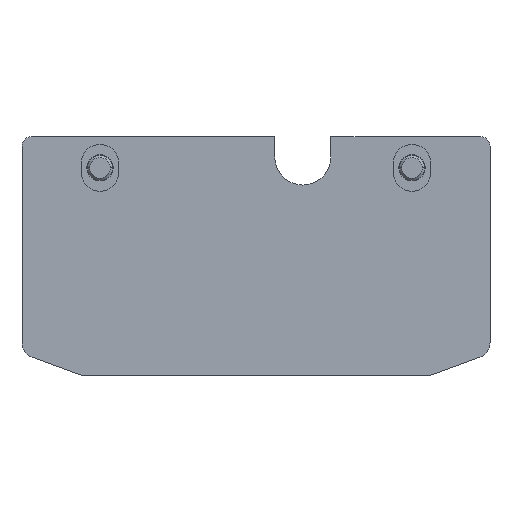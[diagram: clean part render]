
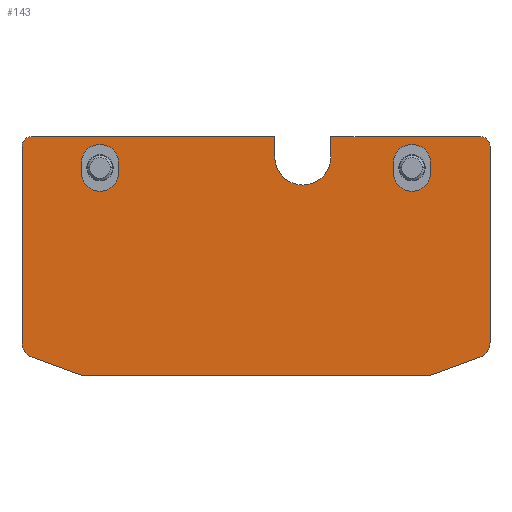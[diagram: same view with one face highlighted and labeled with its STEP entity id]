
A CAD part, left-side view. The second image highlights one B-rep face of the part: STEP entity #143.
In plain terms, the highlighted planar face has unit normal (-1, 0, 0).
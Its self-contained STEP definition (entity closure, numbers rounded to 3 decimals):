
#143=ADVANCED_FACE('',(#342,#343,#344),#345,.F.);
#342=FACE_OUTER_BOUND('',#632,.T.);
#343=FACE_BOUND('',#633,.T.);
#344=FACE_BOUND('',#634,.T.);
#345=PLANE('',#635);
#632=EDGE_LOOP('',(#892,#893,#894,#895,#896,#897,#898,#899,#900,#901,#902,#903,#904,#905,#906));
#633=EDGE_LOOP('',(#907,#908,#909,#910,#911,#912));
#634=EDGE_LOOP('',(#913,#914,#915,#916,#917,#918));
#635=AXIS2_PLACEMENT_3D('',#919,#920,#921);
#892=ORIENTED_EDGE('',*,*,#1610,.T.);
#893=ORIENTED_EDGE('',*,*,#1611,.T.);
#894=ORIENTED_EDGE('',*,*,#1612,.T.);
#895=ORIENTED_EDGE('',*,*,#1613,.T.);
#896=ORIENTED_EDGE('',*,*,#1614,.F.);
#897=ORIENTED_EDGE('',*,*,#1615,.F.);
#898=ORIENTED_EDGE('',*,*,#1616,.F.);
#899=ORIENTED_EDGE('',*,*,#1617,.F.);
#900=ORIENTED_EDGE('',*,*,#1618,.F.);
#901=ORIENTED_EDGE('',*,*,#1619,.F.);
#902=ORIENTED_EDGE('',*,*,#1620,.F.);
#903=ORIENTED_EDGE('',*,*,#1621,.F.);
#904=ORIENTED_EDGE('',*,*,#1622,.F.);
#905=ORIENTED_EDGE('',*,*,#1623,.F.);
#906=ORIENTED_EDGE('',*,*,#1624,.F.);
#907=ORIENTED_EDGE('',*,*,#1625,.T.);
#908=ORIENTED_EDGE('',*,*,#1626,.T.);
#909=ORIENTED_EDGE('',*,*,#1627,.T.);
#910=ORIENTED_EDGE('',*,*,#1628,.T.);
#911=ORIENTED_EDGE('',*,*,#1629,.T.);
#912=ORIENTED_EDGE('',*,*,#1630,.T.);
#913=ORIENTED_EDGE('',*,*,#1631,.T.);
#914=ORIENTED_EDGE('',*,*,#1632,.T.);
#915=ORIENTED_EDGE('',*,*,#1633,.T.);
#916=ORIENTED_EDGE('',*,*,#1634,.T.);
#917=ORIENTED_EDGE('',*,*,#1635,.T.);
#918=ORIENTED_EDGE('',*,*,#1636,.T.);
#919=CARTESIAN_POINT('',(0.,-50.0,-27.129));
#920=DIRECTION('',(1.0,0.0,0.));
#921=DIRECTION('',(0.,0.0,-1.0));
#1610=EDGE_CURVE('',#1886,#1887,#1888,.T.);
#1611=EDGE_CURVE('',#1887,#1889,#1890,.T.);
#1612=EDGE_CURVE('',#1889,#1891,#1892,.T.);
#1613=EDGE_CURVE('',#1891,#1893,#1894,.T.);
#1614=EDGE_CURVE('',#1895,#1893,#1896,.T.);
#1615=EDGE_CURVE('',#1897,#1895,#1898,.T.);
#1616=EDGE_CURVE('',#1899,#1897,#1900,.T.);
#1617=EDGE_CURVE('',#1901,#1899,#1902,.T.);
#1618=EDGE_CURVE('',#1903,#1901,#1904,.T.);
#1619=EDGE_CURVE('',#1905,#1903,#1906,.T.);
#1620=EDGE_CURVE('',#1907,#1905,#1908,.T.);
#1621=EDGE_CURVE('',#1909,#1907,#1910,.T.);
#1622=EDGE_CURVE('',#1911,#1909,#1912,.T.);
#1623=EDGE_CURVE('',#1913,#1911,#1914,.T.);
#1624=EDGE_CURVE('',#1886,#1913,#1915,.T.);
#1625=EDGE_CURVE('',#1916,#1917,#1918,.T.);
#1626=EDGE_CURVE('',#1917,#1919,#1920,.T.);
#1627=EDGE_CURVE('',#1919,#1921,#1922,.T.);
#1628=EDGE_CURVE('',#1921,#1923,#1924,.T.);
#1629=EDGE_CURVE('',#1923,#1925,#1926,.T.);
#1630=EDGE_CURVE('',#1925,#1916,#1927,.T.);
#1631=EDGE_CURVE('',#1928,#1929,#1930,.T.);
#1632=EDGE_CURVE('',#1929,#1931,#1932,.T.);
#1633=EDGE_CURVE('',#1931,#1933,#1934,.T.);
#1634=EDGE_CURVE('',#1933,#1935,#1936,.T.);
#1635=EDGE_CURVE('',#1935,#1937,#1938,.T.);
#1636=EDGE_CURVE('',#1937,#1928,#1939,.T.);
#1886=VERTEX_POINT('',#2284);
#1887=VERTEX_POINT('',#2285);
#1888=LINE('',#2286,#2287);
#1889=VERTEX_POINT('',#2288);
#1890=CIRCLE('',#2289,9.0);
#1891=VERTEX_POINT('',#2290);
#1892=CIRCLE('',#2291,9.0);
#1893=VERTEX_POINT('',#2292);
#1894=LINE('',#2293,#2294);
#1895=VERTEX_POINT('',#2295);
#1896=LINE('',#2296,#2297);
#1897=VERTEX_POINT('',#2298);
#1898=CIRCLE('',#2299,3.0);
#1899=VERTEX_POINT('',#2300);
#1900=LINE('',#2301,#2302);
#1901=VERTEX_POINT('',#2303);
#1902=CIRCLE('',#2304,5.);
#1903=VERTEX_POINT('',#2305);
#1904=LINE('',#2306,#2307);
#1905=VERTEX_POINT('',#2308);
#1906=LINE('',#2309,#2310);
#1907=VERTEX_POINT('',#2311);
#1908=LINE('',#2312,#2313);
#1909=VERTEX_POINT('',#2314);
#1910=CIRCLE('',#2315,5.);
#1911=VERTEX_POINT('',#2316);
#1912=LINE('',#2317,#2318);
#1913=VERTEX_POINT('',#2319);
#1914=CIRCLE('',#2320,3.0);
#1915=LINE('',#2321,#2322);
#1916=VERTEX_POINT('',#2323);
#1917=VERTEX_POINT('',#2324);
#1918=CIRCLE('',#2325,6.0);
#1919=VERTEX_POINT('',#2326);
#1920=CIRCLE('',#2327,6.0);
#1921=VERTEX_POINT('',#2328);
#1922=LINE('',#2329,#2330);
#1923=VERTEX_POINT('',#2331);
#1924=CIRCLE('',#2332,6.0);
#1925=VERTEX_POINT('',#2333);
#1926=CIRCLE('',#2334,6.0);
#1927=LINE('',#2335,#2336);
#1928=VERTEX_POINT('',#2337);
#1929=VERTEX_POINT('',#2338);
#1930=CIRCLE('',#2339,6.0);
#1931=VERTEX_POINT('',#2340);
#1932=CIRCLE('',#2341,6.0);
#1933=VERTEX_POINT('',#2342);
#1934=LINE('',#2343,#2344);
#1935=VERTEX_POINT('',#2345);
#1936=CIRCLE('',#2346,6.0);
#1937=VERTEX_POINT('',#2347);
#1938=CIRCLE('',#2348,6.0);
#1939=LINE('',#2349,#2350);
#2284=CARTESIAN_POINT('',(0.,-74.0,10.0));
#2285=CARTESIAN_POINT('',(0.,-74.0,3.5));
#2286=CARTESIAN_POINT('',(0.,-74.0,-8.565));
#2287=VECTOR('',#3042,1.0);
#2288=CARTESIAN_POINT('',(0.,-65.0,-5.5));
#2289=AXIS2_PLACEMENT_3D('',#3043,#3044,#3045);
#2290=CARTESIAN_POINT('',(0.,-56.0,3.5));
#2291=AXIS2_PLACEMENT_3D('',#3046,#3047,#3048);
#2292=CARTESIAN_POINT('',(0.,-56.0,10.0));
#2293=CARTESIAN_POINT('',(0.,-56.0,-8.565));
#2294=VECTOR('',#3049,1.0);
#2295=CARTESIAN_POINT('',(0.0,22.0,10.0));
#2296=CARTESIAN_POINT('',(0.0,22.0,10.0));
#2297=VECTOR('',#3050,1.0);
#2298=CARTESIAN_POINT('',(0.,25.0,7.0));
#2299=AXIS2_PLACEMENT_3D('',#3051,#3052,#3053);
#2300=CARTESIAN_POINT('',(0.,25.0,-56.014));
#2301=CARTESIAN_POINT('',(0.,25.0,-56.014));
#2302=VECTOR('',#3054,1.0);
#2303=CARTESIAN_POINT('',(0.,21.729,-60.705));
#2304=AXIS2_PLACEMENT_3D('',#3055,#3056,#3057);
#2305=CARTESIAN_POINT('',(0.,6.0,-66.5));
#2306=CARTESIAN_POINT('',(0.,6.0,-66.5));
#2307=VECTOR('',#3058,1.0);
#2308=CARTESIAN_POINT('',(0.,-106.0,-66.5));
#2309=CARTESIAN_POINT('',(0.,-106.0,-66.5));
#2310=VECTOR('',#3059,1.0);
#2311=CARTESIAN_POINT('',(0.,-121.729,-60.705));
#2312=CARTESIAN_POINT('',(0.,-121.729,-60.705));
#2313=VECTOR('',#3060,1.0);
#2314=CARTESIAN_POINT('',(0.,-125.0,-56.014));
#2315=AXIS2_PLACEMENT_3D('',#3061,#3062,#3063);
#2316=CARTESIAN_POINT('',(0.,-125.0,7.0));
#2317=CARTESIAN_POINT('',(0.,-125.0,7.0));
#2318=VECTOR('',#3064,1.0);
#2319=CARTESIAN_POINT('',(0.0,-122.0,10.0));
#2320=AXIS2_PLACEMENT_3D('',#3065,#3066,#3067);
#2321=CARTESIAN_POINT('',(0.0,22.0,10.0));
#2322=VECTOR('',#3068,1.0);
#2323=CARTESIAN_POINT('',(0.,-6.0,-1.5));
#2324=CARTESIAN_POINT('',(0.,0.,-7.5));
#2325=AXIS2_PLACEMENT_3D('',#3069,#3070,#3071);
#2326=CARTESIAN_POINT('',(0.,6.0,-1.5));
#2327=AXIS2_PLACEMENT_3D('',#3072,#3073,#3074);
#2328=CARTESIAN_POINT('',(0.,6.0,1.5));
#2329=CARTESIAN_POINT('',(0.,6.0,-13.565));
#2330=VECTOR('',#3075,1.0);
#2331=CARTESIAN_POINT('',(0.,0.,7.5));
#2332=AXIS2_PLACEMENT_3D('',#3076,#3077,#3078);
#2333=CARTESIAN_POINT('',(0.,-6.0,1.5));
#2334=AXIS2_PLACEMENT_3D('',#3079,#3080,#3081);
#2335=CARTESIAN_POINT('',(0.,-6.0,-13.565));
#2336=VECTOR('',#3082,1.0);
#2337=CARTESIAN_POINT('',(0.,-106.0,-1.5));
#2338=CARTESIAN_POINT('',(0.,-100.0,-7.5));
#2339=AXIS2_PLACEMENT_3D('',#3083,#3084,#3085);
#2340=CARTESIAN_POINT('',(0.,-94.0,-1.5));
#2341=AXIS2_PLACEMENT_3D('',#3086,#3087,#3088);
#2342=CARTESIAN_POINT('',(0.,-94.0,1.5));
#2343=CARTESIAN_POINT('',(0.,-94.0,-13.565));
#2344=VECTOR('',#3089,1.0);
#2345=CARTESIAN_POINT('',(0.,-100.0,7.5));
#2346=AXIS2_PLACEMENT_3D('',#3090,#3091,#3092);
#2347=CARTESIAN_POINT('',(0.,-106.0,1.5));
#2348=AXIS2_PLACEMENT_3D('',#3093,#3094,#3095);
#2349=CARTESIAN_POINT('',(0.,-106.0,-13.565));
#2350=VECTOR('',#3096,1.0);
#3042=DIRECTION('',(0.,0.,-1.0));
#3043=CARTESIAN_POINT('',(0.,-65.0,3.5));
#3044=DIRECTION('',(1.0,0.0,0.));
#3045=DIRECTION('',(0.,0.,1.0));
#3046=CARTESIAN_POINT('',(0.,-65.0,3.5));
#3047=DIRECTION('',(1.0,0.0,0.));
#3048=DIRECTION('',(0.,0.,1.0));
#3049=DIRECTION('',(0.,0.,1.0));
#3050=DIRECTION('',(0.0,-1.0,0.0));
#3051=CARTESIAN_POINT('',(0.,22.0,7.0));
#3052=DIRECTION('',(1.0,0.0,0.));
#3053=DIRECTION('',(0.,0.0,-1.0));
#3054=DIRECTION('',(0.,0.0,1.0));
#3055=CARTESIAN_POINT('',(0.,20.0,-56.014));
#3056=DIRECTION('',(1.0,0.0,0.));
#3057=DIRECTION('',(0.,0.0,-1.0));
#3058=DIRECTION('',(0.,0.938,0.346));
#3059=DIRECTION('',(0.0,1.0,0.0));
#3060=DIRECTION('',(0.,0.938,-0.346));
#3061=CARTESIAN_POINT('',(0.,-120.0,-56.014));
#3062=DIRECTION('',(1.0,0.0,0.));
#3063=DIRECTION('',(0.,0.0,-1.0));
#3064=DIRECTION('',(0.,0.0,-1.0));
#3065=CARTESIAN_POINT('',(0.,-122.0,7.0));
#3066=DIRECTION('',(1.0,0.0,0.));
#3067=DIRECTION('',(0.,0.0,-1.0));
#3068=DIRECTION('',(0.0,-1.0,0.0));
#3069=CARTESIAN_POINT('',(0.,0.,-1.5));
#3070=DIRECTION('',(1.0,0.0,0.));
#3071=DIRECTION('',(0.,0.,1.0));
#3072=CARTESIAN_POINT('',(0.,0.,-1.5));
#3073=DIRECTION('',(1.0,0.0,0.));
#3074=DIRECTION('',(0.,0.,1.0));
#3075=DIRECTION('',(0.,0.,1.0));
#3076=CARTESIAN_POINT('',(0.,0.,1.5));
#3077=DIRECTION('',(1.0,0.0,0.));
#3078=DIRECTION('',(0.,0.,1.0));
#3079=CARTESIAN_POINT('',(0.,0.,1.5));
#3080=DIRECTION('',(1.0,0.0,0.));
#3081=DIRECTION('',(0.,0.,1.0));
#3082=DIRECTION('',(0.,0.,-1.0));
#3083=CARTESIAN_POINT('',(0.,-100.0,-1.5));
#3084=DIRECTION('',(1.0,0.0,0.));
#3085=DIRECTION('',(0.,0.,1.0));
#3086=CARTESIAN_POINT('',(0.,-100.0,-1.5));
#3087=DIRECTION('',(1.0,0.0,0.));
#3088=DIRECTION('',(0.,0.,1.0));
#3089=DIRECTION('',(0.,0.,1.0));
#3090=CARTESIAN_POINT('',(0.,-100.0,1.5));
#3091=DIRECTION('',(1.0,0.0,0.));
#3092=DIRECTION('',(0.,0.,1.0));
#3093=CARTESIAN_POINT('',(0.,-100.0,1.5));
#3094=DIRECTION('',(1.0,0.0,0.));
#3095=DIRECTION('',(0.,0.,1.0));
#3096=DIRECTION('',(0.,0.,-1.0));
